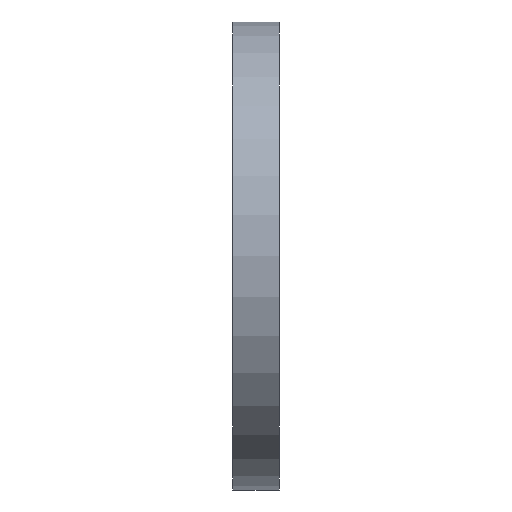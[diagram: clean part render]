
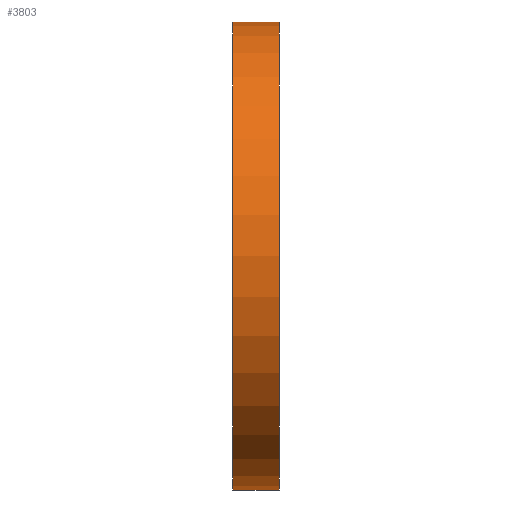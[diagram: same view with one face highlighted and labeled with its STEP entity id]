
A CAD part, left-side view. The second image highlights one B-rep face of the part: STEP entity #3803.
In plain terms, the highlighted cylindrical face has radius 50 mm (diameter 100 mm), a partial arc.
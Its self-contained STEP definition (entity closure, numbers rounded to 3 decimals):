
#248 = ORIENTED_EDGE ( 'NONE', *, *, #6909, .F. ) ;
#832 = VECTOR ( 'NONE', #2471, 1000. ) ;
#1410 = EDGE_LOOP ( 'NONE', ( #248, #6951, #3922, #9255 ) ) ;
#1561 = CARTESIAN_POINT ( 'NONE',  ( 0., 0., 50. ) ) ;
#2334 = CIRCLE ( 'NONE', #5322, 50. ) ;
#2432 = CARTESIAN_POINT ( 'NONE',  ( 0., 10., 0. ) ) ;
#2471 = DIRECTION ( 'NONE',  ( 0., -1., 0. ) ) ;
#2624 = FACE_OUTER_BOUND ( 'NONE', #1410, .T. ) ;
#3501 = VECTOR ( 'NONE', #3681, 1000. ) ;
#3681 = DIRECTION ( 'NONE',  ( 0., -1., 0. ) ) ;
#3803 = ADVANCED_FACE ( 'NONE', ( #2624 ), #10116, .T. ) ;
#3847 = DIRECTION ( 'NONE',  ( 0., 0., 1. ) ) ;
#3922 = ORIENTED_EDGE ( 'NONE', *, *, #7143, .T. ) ;
#4182 = CARTESIAN_POINT ( 'NONE',  ( 0., 10., -50. ) ) ;
#4544 = VERTEX_POINT ( 'NONE', #8117 ) ;
#5262 = DIRECTION ( 'NONE',  ( 0., 1., 0. ) ) ;
#5322 = AXIS2_PLACEMENT_3D ( 'NONE', #10829, #6912, #3847 ) ;
#6018 = AXIS2_PLACEMENT_3D ( 'NONE', #2432, #11296, #6337 ) ;
#6337 = DIRECTION ( 'NONE',  ( 0., 0., -1. ) ) ;
#6909 = EDGE_CURVE ( 'NONE', #4544, #11203, #11567, .T. ) ;
#6912 = DIRECTION ( 'NONE',  ( 0., 1., 0. ) ) ;
#6951 = ORIENTED_EDGE ( 'NONE', *, *, #8773, .F. ) ;
#7117 = CARTESIAN_POINT ( 'NONE',  ( 0., 0., -50. ) ) ;
#7143 = EDGE_CURVE ( 'NONE', #12648, #12680, #8789, .T. ) ;
#7362 = DIRECTION ( 'NONE',  ( 0., 0., 1. ) ) ;
#7572 = EDGE_CURVE ( 'NONE', #12680, #11203, #11390, .T. ) ;
#7683 = AXIS2_PLACEMENT_3D ( 'NONE', #9209, #5262, #7362 ) ;
#8117 = CARTESIAN_POINT ( 'NONE',  ( 0., 10., 50. ) ) ;
#8391 = CARTESIAN_POINT ( 'NONE',  ( 0., 10., -50. ) ) ;
#8666 = CARTESIAN_POINT ( 'NONE',  ( 0., 10., 50. ) ) ;
#8773 = EDGE_CURVE ( 'NONE', #12648, #4544, #2334, .T. ) ;
#8789 = LINE ( 'NONE', #8391, #832 ) ;
#9209 = CARTESIAN_POINT ( 'NONE',  ( 0., 0., 0. ) ) ;
#9255 = ORIENTED_EDGE ( 'NONE', *, *, #7572, .T. ) ;
#10116 = CYLINDRICAL_SURFACE ( 'NONE', #6018, 50. ) ;
#10829 = CARTESIAN_POINT ( 'NONE',  ( 0., 10., 0. ) ) ;
#11203 = VERTEX_POINT ( 'NONE', #1561 ) ;
#11296 = DIRECTION ( 'NONE',  ( 0., -1., 0. ) ) ;
#11390 = CIRCLE ( 'NONE', #7683, 50. ) ;
#11567 = LINE ( 'NONE', #8666, #3501 ) ;
#12648 = VERTEX_POINT ( 'NONE', #4182 ) ;
#12680 = VERTEX_POINT ( 'NONE', #7117 ) ;
